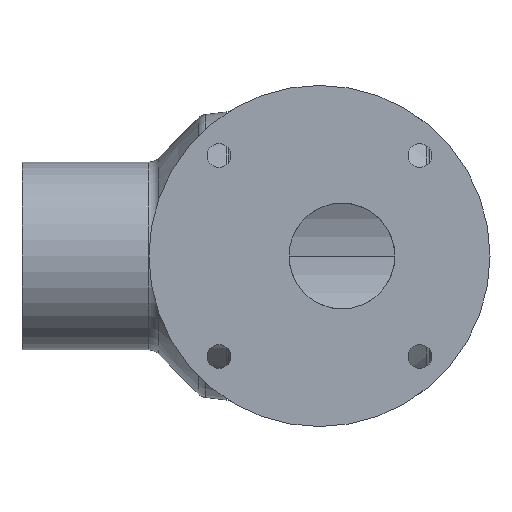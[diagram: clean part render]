
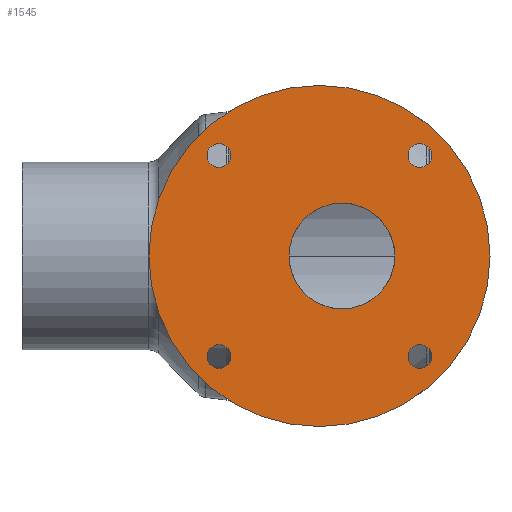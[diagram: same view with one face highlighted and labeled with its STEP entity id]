
A CAD part, left-side view. The second image highlights one B-rep face of the part: STEP entity #1545.
In plain terms, the highlighted planar face has unit normal (-1, 0, 0).
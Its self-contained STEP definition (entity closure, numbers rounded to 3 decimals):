
#429=CARTESIAN_POINT('',(-85.,0.,0.));
#430=DIRECTION('',(-1.,0.,0.));
#431=DIRECTION('',(0.,1.,0.));
#432=AXIS2_PLACEMENT_3D('',#429,#430,#431);
#437=CARTESIAN_POINT('',(-85.,0.,0.));
#438=DIRECTION('',(1.,0.,0.));
#439=DIRECTION('',(0.,1.,0.));
#440=AXIS2_PLACEMENT_3D('',#437,#438,#439);
#445=CARTESIAN_POINT('',(-85.,-8.5,0.));
#446=DIRECTION('',(-1.,0.,0.));
#447=DIRECTION('',(0.,0.,1.));
#448=AXIS2_PLACEMENT_3D('',#445,#446,#447);
#453=CARTESIAN_POINT('',(-85.,-8.5,0.));
#454=DIRECTION('',(-1.,0.,0.));
#455=DIRECTION('',(0.,0.,-1.));
#456=AXIS2_PLACEMENT_3D('',#453,#454,#455);
#461=CARTESIAN_POINT('',(-85.,38.,-38.));
#462=DIRECTION('',(-1.,0.,0.));
#463=DIRECTION('',(0.,0.,1.));
#464=AXIS2_PLACEMENT_3D('',#461,#462,#463);
#469=CARTESIAN_POINT('',(-85.,38.,-38.));
#470=DIRECTION('',(-1.,0.,0.));
#471=DIRECTION('',(0.,0.,-1.));
#472=AXIS2_PLACEMENT_3D('',#469,#470,#471);
#477=CARTESIAN_POINT('',(-85.,38.,38.));
#478=DIRECTION('',(-1.,0.,0.));
#479=DIRECTION('',(0.,0.,1.));
#480=AXIS2_PLACEMENT_3D('',#477,#478,#479);
#485=CARTESIAN_POINT('',(-85.,38.,38.));
#486=DIRECTION('',(-1.,0.,0.));
#487=DIRECTION('',(0.,0.,-1.));
#488=AXIS2_PLACEMENT_3D('',#485,#486,#487);
#493=CARTESIAN_POINT('',(-85.,-38.,38.));
#494=DIRECTION('',(-1.,0.,0.));
#495=DIRECTION('',(0.,0.,1.));
#496=AXIS2_PLACEMENT_3D('',#493,#494,#495);
#501=CARTESIAN_POINT('',(-85.,-38.,38.));
#502=DIRECTION('',(-1.,0.,0.));
#503=DIRECTION('',(0.,0.,-1.));
#504=AXIS2_PLACEMENT_3D('',#501,#502,#503);
#509=CARTESIAN_POINT('',(-85.,-38.,-38.));
#510=DIRECTION('',(-1.,0.,0.));
#511=DIRECTION('',(0.,0.,1.));
#512=AXIS2_PLACEMENT_3D('',#509,#510,#511);
#517=CARTESIAN_POINT('',(-85.,-38.,-38.));
#518=DIRECTION('',(-1.,0.,0.));
#519=DIRECTION('',(0.,0.,-1.));
#520=AXIS2_PLACEMENT_3D('',#517,#518,#519);
#935=CARTESIAN_POINT('',(-85.,64.5,0.));
#936=CARTESIAN_POINT('',(-85.,-64.5,0.));
#937=VERTEX_POINT('',#935);
#938=VERTEX_POINT('',#936);
#949=CARTESIAN_POINT('',(-85.,-8.5,20.));
#950=CARTESIAN_POINT('',(-85.,-8.5,-20.));
#951=VERTEX_POINT('',#949);
#952=VERTEX_POINT('',#950);
#973=CARTESIAN_POINT('',(-85.,38.,-33.5));
#974=CARTESIAN_POINT('',(-85.,38.,-42.5));
#975=VERTEX_POINT('',#973);
#976=VERTEX_POINT('',#974);
#977=CARTESIAN_POINT('',(-85.,38.,42.5));
#978=CARTESIAN_POINT('',(-85.,38.,33.5));
#979=VERTEX_POINT('',#977);
#980=VERTEX_POINT('',#978);
#981=CARTESIAN_POINT('',(-85.,-38.,42.5));
#982=CARTESIAN_POINT('',(-85.,-38.,33.5));
#983=VERTEX_POINT('',#981);
#984=VERTEX_POINT('',#982);
#985=CARTESIAN_POINT('',(-85.,-38.,-33.5));
#986=CARTESIAN_POINT('',(-85.,-38.,-42.5));
#987=VERTEX_POINT('',#985);
#988=VERTEX_POINT('',#986);
#1505=CARTESIAN_POINT('',(-85.,0.,0.));
#1506=DIRECTION('',(1.,0.,0.));
#1507=DIRECTION('',(0.,-1.,0.));
#1508=AXIS2_PLACEMENT_3D('',#1505,#1506,#1507);
#1509=PLANE('',#1508);
#1511=ORIENTED_EDGE('',*,*,#1510,.F.);
#1513=ORIENTED_EDGE('',*,*,#1512,.T.);
#1514=EDGE_LOOP('',(#1511,#1513));
#1515=FACE_OUTER_BOUND('',#1514,.F.);
#1516=ORIENTED_EDGE('',*,*,#1493,.T.);
#1518=ORIENTED_EDGE('',*,*,#1517,.T.);
#1519=EDGE_LOOP('',(#1516,#1518));
#1520=FACE_BOUND('',#1519,.F.);
#1522=ORIENTED_EDGE('',*,*,#1521,.T.);
#1524=ORIENTED_EDGE('',*,*,#1523,.T.);
#1525=EDGE_LOOP('',(#1522,#1524));
#1526=FACE_BOUND('',#1525,.F.);
#1528=ORIENTED_EDGE('',*,*,#1527,.T.);
#1530=ORIENTED_EDGE('',*,*,#1529,.T.);
#1531=EDGE_LOOP('',(#1528,#1530));
#1532=FACE_BOUND('',#1531,.F.);
#1534=ORIENTED_EDGE('',*,*,#1533,.T.);
#1536=ORIENTED_EDGE('',*,*,#1535,.T.);
#1537=EDGE_LOOP('',(#1534,#1536));
#1538=FACE_BOUND('',#1537,.F.);
#1540=ORIENTED_EDGE('',*,*,#1539,.T.);
#1542=ORIENTED_EDGE('',*,*,#1541,.T.);
#1543=EDGE_LOOP('',(#1540,#1542));
#1544=FACE_BOUND('',#1543,.F.);
#1545=ADVANCED_FACE('',(#1515,#1520,#1526,#1532,#1538,#1544),#1509,.F.);
#433=CIRCLE('',#432,64.5);
#441=CIRCLE('',#440,64.5);
#449=CIRCLE('',#448,20.);
#457=CIRCLE('',#456,20.);
#465=CIRCLE('',#464,4.5);
#473=CIRCLE('',#472,4.5);
#481=CIRCLE('',#480,4.5);
#489=CIRCLE('',#488,4.5);
#497=CIRCLE('',#496,4.5);
#505=CIRCLE('',#504,4.5);
#513=CIRCLE('',#512,4.5);
#521=CIRCLE('',#520,4.5);
#1493=EDGE_CURVE('',#951,#952,#449,.T.);
#1510=EDGE_CURVE('',#937,#938,#433,.T.);
#1512=EDGE_CURVE('',#937,#938,#441,.T.);
#1517=EDGE_CURVE('',#952,#951,#457,.T.);
#1521=EDGE_CURVE('',#975,#976,#465,.T.);
#1523=EDGE_CURVE('',#976,#975,#473,.T.);
#1527=EDGE_CURVE('',#979,#980,#481,.T.);
#1529=EDGE_CURVE('',#980,#979,#489,.T.);
#1533=EDGE_CURVE('',#983,#984,#497,.T.);
#1535=EDGE_CURVE('',#984,#983,#505,.T.);
#1539=EDGE_CURVE('',#987,#988,#513,.T.);
#1541=EDGE_CURVE('',#988,#987,#521,.T.);
